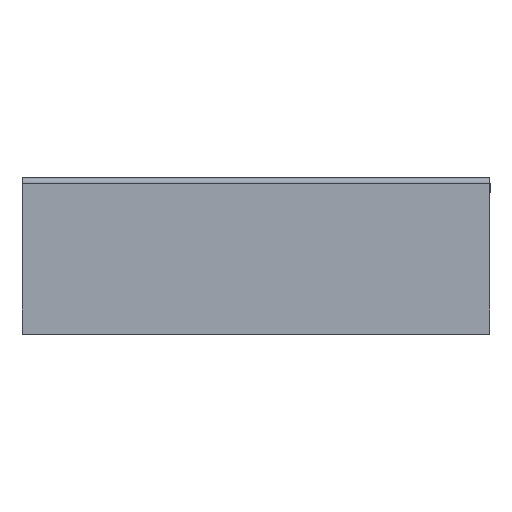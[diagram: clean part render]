
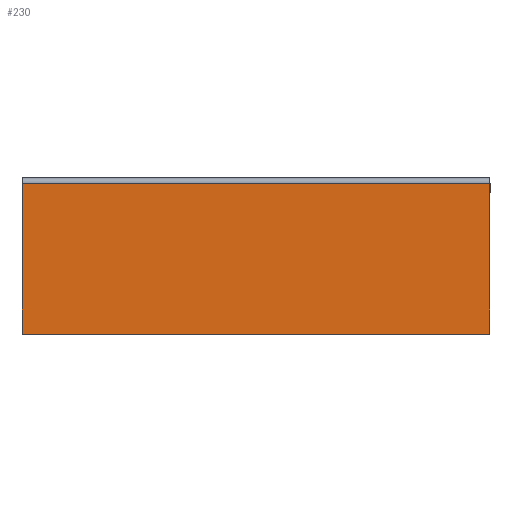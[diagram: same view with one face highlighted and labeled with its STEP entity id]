
A CAD part, front view. The second image highlights one B-rep face of the part: STEP entity #230.
In plain terms, the highlighted planar face has unit normal (0, -1, 0).
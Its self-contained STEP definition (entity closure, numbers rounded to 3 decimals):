
#230 = ADVANCED_FACE ( 'NONE', ( #3598 ), #4334, .F. ) ;
#501 = EDGE_CURVE ( 'NONE', #666, #904, #4026, .T. ) ;
#589 = EDGE_CURVE ( 'NONE', #664, #666, #5559, .T. ) ;
#664 = VERTEX_POINT ( 'NONE', #6292 ) ;
#666 = VERTEX_POINT ( 'NONE', #6294 ) ;
#904 = VERTEX_POINT ( 'NONE', #6532 ) ;
#946 = VERTEX_POINT ( 'NONE', #6574 ) ;
#1257 = EDGE_CURVE ( 'NONE', #946, #664, #5685, .T. ) ;
#1421 = EDGE_CURVE ( 'NONE', #946, #904, #5924, .T. ) ;
#1914 = EDGE_LOOP ( 'NONE', ( #2402, #2403, #2404, #2405 ) ) ;
#2402 = ORIENTED_EDGE ( 'NONE', *, *, #1257, .T. ) ;
#2403 = ORIENTED_EDGE ( 'NONE', *, *, #589, .T. ) ;
#2404 = ORIENTED_EDGE ( 'NONE', *, *, #501, .T. ) ;
#2405 = ORIENTED_EDGE ( 'NONE', *, *, #1421, .F. ) ;
#3598 = FACE_OUTER_BOUND ( 'NONE', #1914, .T. ) ;
#4026 = LINE ( 'NONE', #5171, #4029 ) ;
#4029 = VECTOR ( 'NONE', #5173, 1000. ) ;
#4137 = AXIS2_PLACEMENT_3D ( 'NONE', #4335, #4336, #4337 ) ;
#4334 = PLANE ( 'NONE',  #4137 ) ;
#4335 = CARTESIAN_POINT ( 'NONE',  ( 152.4, -30.75, 10.619 ) ) ;
#4336 = DIRECTION ( 'NONE',  ( 0., 1., 0. ) ) ;
#4337 = DIRECTION ( 'NONE',  ( 0., 0., 1. ) ) ;
#5171 = CARTESIAN_POINT ( 'NONE',  ( -16.47, -30.75, 11. ) ) ;
#5173 = DIRECTION ( 'NONE',  ( 0., 0., -1. ) ) ;
#5559 = LINE ( 'NONE', #6193, #5561 ) ;
#5561 = VECTOR ( 'NONE', #6189, 1000. ) ;
#5685 = LINE ( 'NONE', #6855, #5687 ) ;
#5687 = VECTOR ( 'NONE', #6856, 1000. ) ;
#5924 = LINE ( 'NONE', #7305, #5926 ) ;
#5926 = VECTOR ( 'NONE', #7306, 1000. ) ;
#6189 = DIRECTION ( 'NONE',  ( -1., 0., 0. ) ) ;
#6193 = CARTESIAN_POINT ( 'NONE',  ( 152.4, -30.75, 10.619 ) ) ;
#6292 = CARTESIAN_POINT ( 'NONE',  ( 16.47, -30.75, 10.619 ) ) ;
#6294 = CARTESIAN_POINT ( 'NONE',  ( -16.47, -30.75, 10.619 ) ) ;
#6532 = CARTESIAN_POINT ( 'NONE',  ( -16.47, -30.75, 0. ) ) ;
#6574 = CARTESIAN_POINT ( 'NONE',  ( 16.47, -30.75, 0. ) ) ;
#6855 = CARTESIAN_POINT ( 'NONE',  ( 16.47, -30.75, 11. ) ) ;
#6856 = DIRECTION ( 'NONE',  ( 0., 0., 1. ) ) ;
#7305 = CARTESIAN_POINT ( 'NONE',  ( 152.4, -30.75, 0. ) ) ;
#7306 = DIRECTION ( 'NONE',  ( -1., 0., 0. ) ) ;
